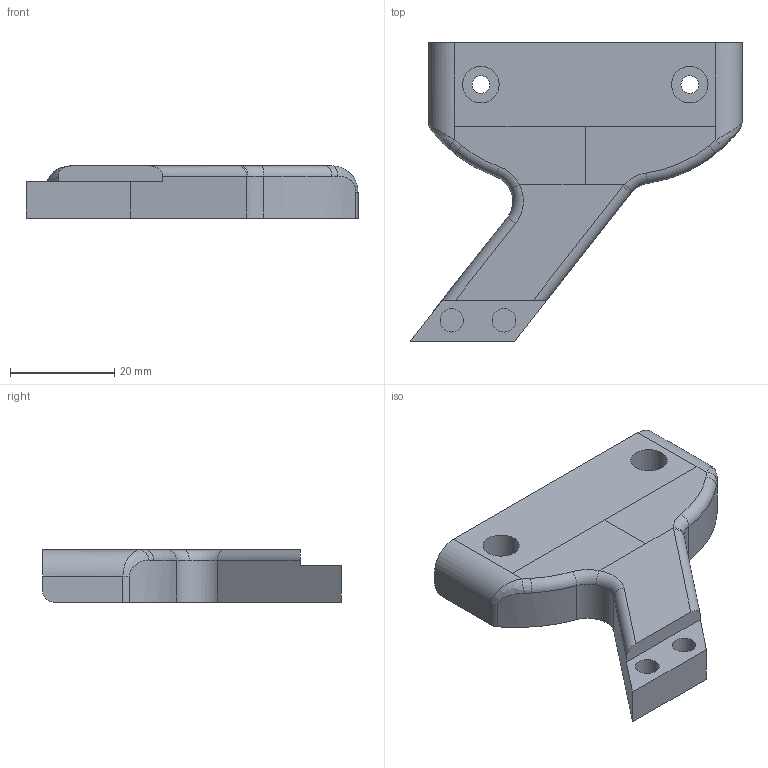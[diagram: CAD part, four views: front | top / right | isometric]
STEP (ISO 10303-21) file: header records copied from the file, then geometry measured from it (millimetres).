
FILE_DESCRIPTION(('FreeCAD Model'),'2;1');
FILE_NAME('Open CASCADE Shape Model','2023-10-16T16:32:03',(''),(''), 'Open CASCADE STEP processor 7.6','FreeCAD','Unknown');
FILE_SCHEMA(('AUTOMOTIVE_DESIGN { 1 0 10303 214 1 1 1 1 }'));
Length unit declared in the file: millimetre
Products named in the file (1): arm0
Bounding box: 63.57 x 57.13 x 10 mm (x, y, z)
Volume: 19426.3 mm3; surface area: 6679.6 mm2
Topology: 1 solids, 1 shells, 47 faces, 113 edges, 72 vertices
Faces by surface type: plane 20, cylinder 17, torus 6, bspline 4
Full cylindrical faces by diameter (mm): 3.4 x2, 4.5 x2, 7 x2
Entity records: 3066 total; most frequent: CARTESIAN_POINT 994, DIRECTION 326, ORIENTED_EDGE 226, PCURVE 226, DEFINITIONAL_REPRESENTATION 226, LINE 123, VECTOR 123, B_SPLINE_CURVE_WITH_KNOTS 120
